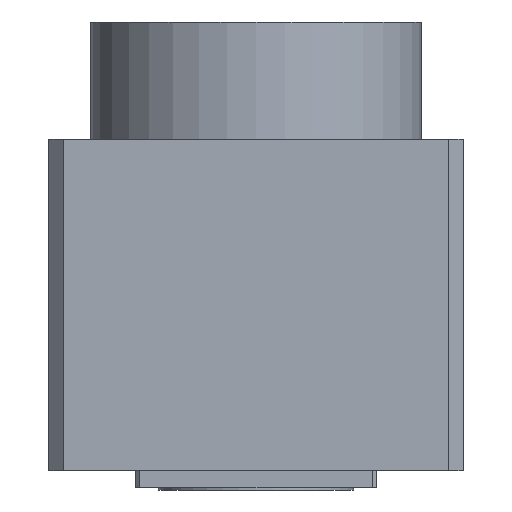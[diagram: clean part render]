
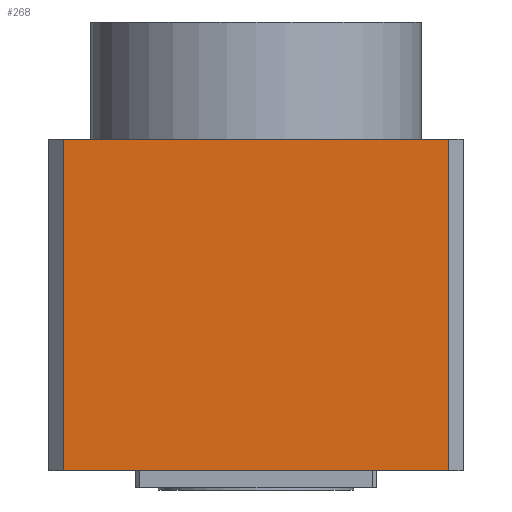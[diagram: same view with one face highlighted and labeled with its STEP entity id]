
A CAD part, left-side view. The second image highlights one B-rep face of the part: STEP entity #268.
In plain terms, the highlighted planar face has unit normal (-1, 0, 0).
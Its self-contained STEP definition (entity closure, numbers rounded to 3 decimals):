
#51=FACE_OUTER_BOUND('',#376,.T.);
#91=LINE('',#1494,#163);
#108=LINE('',#1528,#180);
#110=LINE('',#1532,#182);
#111=LINE('',#1533,#183);
#163=VECTOR('',#976,1.);
#180=VECTOR('',#1005,1.);
#182=VECTOR('',#1009,1.);
#183=VECTOR('',#1010,1.);
#226=PLANE('',#873);
#268=ADVANCED_FACE('',(#51),#226,.F.);
#376=EDGE_LOOP('',(#492,#493,#494,#495));
#492=ORIENTED_EDGE('',*,*,#751,.T.);
#493=ORIENTED_EDGE('',*,*,#732,.F.);
#494=ORIENTED_EDGE('',*,*,#752,.F.);
#495=ORIENTED_EDGE('',*,*,#749,.T.);
#645=VERTEX_POINT('',#1488);
#648=VERTEX_POINT('',#1493);
#659=VERTEX_POINT('',#1527);
#660=VERTEX_POINT('',#1529);
#732=EDGE_CURVE('',#648,#645,#91,.T.);
#749=EDGE_CURVE('',#660,#659,#108,.T.);
#751=EDGE_CURVE('',#659,#645,#110,.T.);
#752=EDGE_CURVE('',#660,#648,#111,.T.);
#873=AXIS2_PLACEMENT_3D('',#1534,#1011,#1012);
#976=DIRECTION('',(0.,0.,1.));
#1005=DIRECTION('',(0.,0.,1.));
#1009=DIRECTION('',(0.,1.,0.));
#1010=DIRECTION('',(0.,1.,0.));
#1011=DIRECTION('',(1.,0.,0.));
#1012=DIRECTION('',(0.,-1.,0.));
#1488=CARTESIAN_POINT('',(-68.,39.5,0.));
#1493=CARTESIAN_POINT('',(-68.,39.5,-68.));
#1494=CARTESIAN_POINT('',(-68.,39.5,-68.));
#1527=CARTESIAN_POINT('',(-68.,-39.5,0.));
#1528=CARTESIAN_POINT('',(-68.,-39.5,-68.));
#1529=CARTESIAN_POINT('',(-68.,-39.5,-68.));
#1532=CARTESIAN_POINT('',(-68.,-39.5,0.));
#1533=CARTESIAN_POINT('',(-68.,-39.5,-68.));
#1534=CARTESIAN_POINT('',(-68.,-39.5,-68.));
